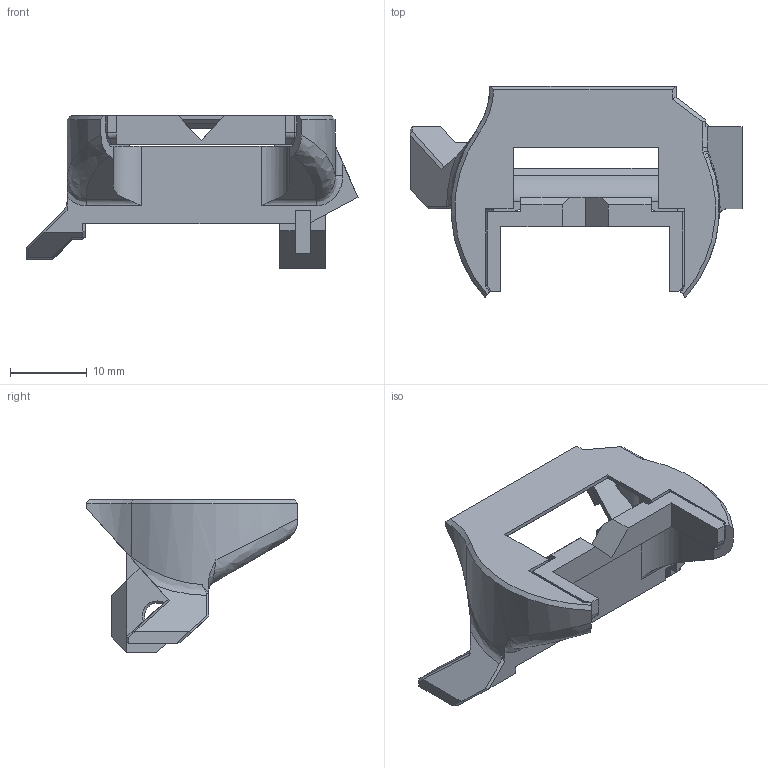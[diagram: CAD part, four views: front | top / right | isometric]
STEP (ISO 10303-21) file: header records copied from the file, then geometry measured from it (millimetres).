
FILE_DESCRIPTION(/* description */ (''),/* implementation_level */ '2;1');
FILE_NAME(/* name */ 'MB-Z10.e-axis.MK3S-fan-shroud-R6(Mirror).step',/* time_stamp */ '2023-03-27T17:12:36+02:00',/* author */ (''),/* organization */ (''),/* preprocessor_version */ 'ST-DEVELOPER v19.2',/* originating_system */ 'Autodesk Translation Framework v11.17.0.187',/* authorisation */ '');
FILE_SCHEMA (('AUTOMOTIVE_DESIGN { 1 0 10303 214 3 1 1 }'));
Length unit declared in the file: millimetre
Products named in the file (1): MK3S-fan-shroud-R6(Mirror)
Bounding box: 43.3 x 27.63 x 19.9 mm (x, y, z)
Volume: 3416.4 mm3; surface area: 4315.7 mm2
Topology: 2 solids, 2 shells, 188 faces, 525 edges, 336 vertices
Faces by surface type: plane 141, cylinder 27, bspline 13, cone 7
Full cylindrical faces by diameter (mm): 3.3 x2
Entity records: 6514 total; most frequent: CARTESIAN_POINT 1696, ORIENTED_EDGE 1050, DIRECTION 911, EDGE_CURVE 525, LINE 407, VECTOR 407, VERTEX_POINT 336, AXIS2_PLACEMENT_3D 252
